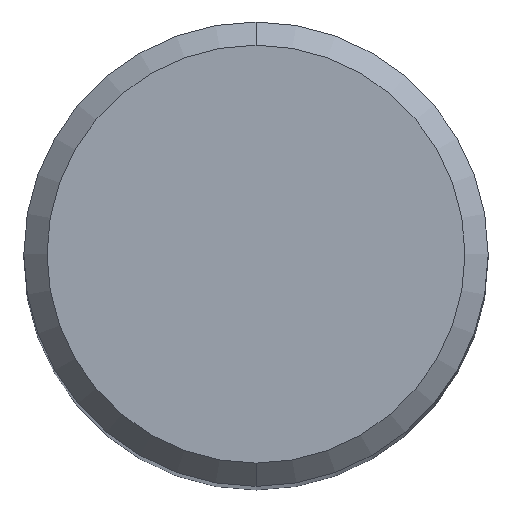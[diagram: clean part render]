
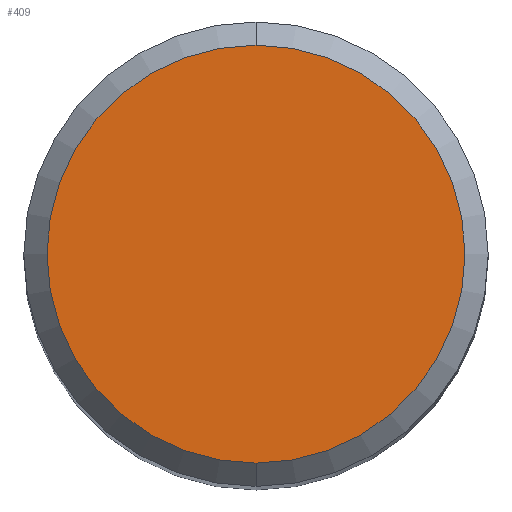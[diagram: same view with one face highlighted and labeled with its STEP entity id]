
A CAD part, top view. The second image highlights one B-rep face of the part: STEP entity #409.
In plain terms, the highlighted planar face has unit normal (0, 0, 1).
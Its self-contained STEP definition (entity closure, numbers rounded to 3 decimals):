
#211=VERTEX_POINT('',#505);
#243=EDGE_CURVE('',#211,#435,#542,.T.);
#297=EDGE_CURVE('',#435,#211,#600,.T.);
#409=ADVANCED_FACE('',(#722),#723,.T.);
#435=VERTEX_POINT('',#753);
#505=CARTESIAN_POINT('',(0.0,3.6,0.0));
#542=CIRCLE('',#923,3.6);
#600=CIRCLE('',#1083,3.6);
#722=FACE_OUTER_BOUND('',#1322,.T.);
#723=PLANE('',#1323);
#753=CARTESIAN_POINT('',(0.,-3.6,0.0));
#923=AXIS2_PLACEMENT_3D('',#1485,#1486,#1487);
#1083=AXIS2_PLACEMENT_3D('',#1538,#1539,#1540);
#1322=EDGE_LOOP('',(#1670,#1671));
#1323=AXIS2_PLACEMENT_3D('',#1672,#1673,#1674);
#1485=CARTESIAN_POINT('',(0.0,0.0,0.0));
#1486=DIRECTION('',(0.0,0.0,-1.0));
#1487=DIRECTION('',(0.0,1.0,0.0));
#1538=CARTESIAN_POINT('',(0.0,0.0,0.0));
#1539=DIRECTION('',(0.0,0.0,-1.0));
#1540=DIRECTION('',(0.0,1.0,0.0));
#1670=ORIENTED_EDGE('',*,*,#243,.F.);
#1671=ORIENTED_EDGE('',*,*,#297,.F.);
#1672=CARTESIAN_POINT('',(0.0,1.8,0.0));
#1673=DIRECTION('',(-0.0,0.0,1.0));
#1674=DIRECTION('',(0.0,-1.0,0.0));
